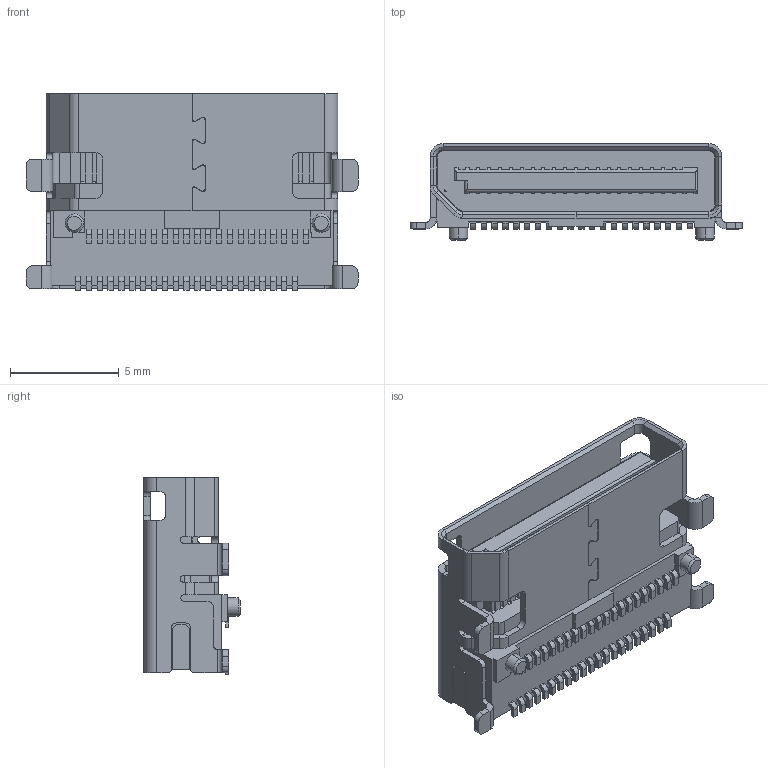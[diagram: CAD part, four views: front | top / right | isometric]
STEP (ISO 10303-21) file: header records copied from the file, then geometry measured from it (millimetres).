
FILE_DESCRIPTION((''),'2;1');
FILE_NAME('G14A421X11X1XHR','2019-09-19T',('KumarP'),('AFCI'),'CREO PARAMETRIC BY PTC INC, 2016130','CREO PARAMETRIC BY PTC INC, 2016130','');
FILE_SCHEMA(('CONFIG_CONTROL_DESIGN'));
Length unit declared in the file: millimetre
Products named in the file (1): G14A421X11X1XHR
Bounding box: 15.3 x 4.45 x 9.07 mm (x, y, z)
Volume: 296.9 mm3; surface area: 798.6 mm2
Topology: 1 solids, 1 shells, 1607 faces, 4200 edges, 2641 vertices
Faces by surface type: plane 1356, cylinder 242, cone 9
Entity records: 48227 total; most frequent: CARTESIAN_POINT 8475, ORIENTED_EDGE 8400, DIRECTION 7906, EDGE_CURVE 4200, VECTOR 3700, LINE 3700, VERTEX_POINT 2641, AXIS2_PLACEMENT_3D 2103
